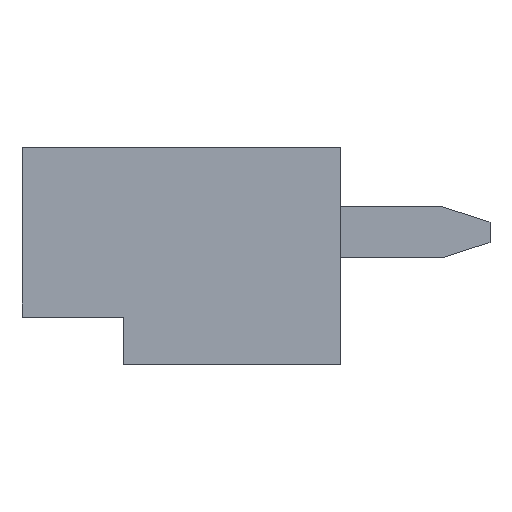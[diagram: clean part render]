
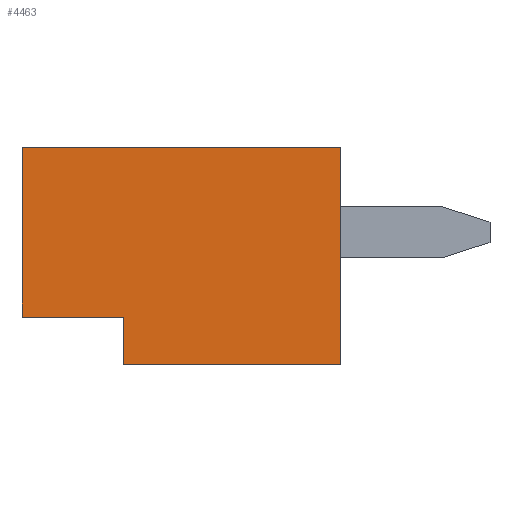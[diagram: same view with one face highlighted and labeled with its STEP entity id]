
A CAD part, left-side view. The second image highlights one B-rep face of the part: STEP entity #4463.
In plain terms, the highlighted planar face has unit normal (-1, 0, 0).
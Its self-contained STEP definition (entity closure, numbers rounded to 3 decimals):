
#289=FACE_OUTER_BOUND('',#532,.T.);
#532=EDGE_LOOP('',(#3933,#3934,#3935,#3936,#3937,#3938));
#1025=LINE('',#6803,#1637);
#1045=LINE('',#6842,#1657);
#1050=LINE('',#6854,#1662);
#1055=LINE('',#6864,#1667);
#1074=LINE('',#6901,#1686);
#1081=LINE('',#6914,#1693);
#1637=VECTOR('',#5603,10.);
#1657=VECTOR('',#5625,10.);
#1662=VECTOR('',#5632,10.);
#1667=VECTOR('',#5639,10.);
#1686=VECTOR('',#5666,10.);
#1693=VECTOR('',#5675,10.);
#2065=VERTEX_POINT('',#6800);
#2066=VERTEX_POINT('',#6802);
#2084=VERTEX_POINT('',#6840);
#2089=VERTEX_POINT('',#6851);
#2090=VERTEX_POINT('',#6853);
#2094=VERTEX_POINT('',#6863);
#2633=EDGE_CURVE('',#2066,#2065,#1025,.T.);
#2653=EDGE_CURVE('',#2065,#2084,#1045,.T.);
#2658=EDGE_CURVE('',#2090,#2089,#1050,.T.);
#2663=EDGE_CURVE('',#2094,#2090,#1055,.T.);
#2682=EDGE_CURVE('',#2094,#2084,#1074,.T.);
#2689=EDGE_CURVE('',#2066,#2089,#1081,.T.);
#3933=ORIENTED_EDGE('',*,*,#2658,.T.);
#3934=ORIENTED_EDGE('',*,*,#2689,.F.);
#3935=ORIENTED_EDGE('',*,*,#2633,.T.);
#3936=ORIENTED_EDGE('',*,*,#2653,.T.);
#3937=ORIENTED_EDGE('',*,*,#2682,.F.);
#3938=ORIENTED_EDGE('',*,*,#2663,.T.);
#4224=PLANE('',#4726);
#4463=ADVANCED_FACE('',(#289),#4224,.T.);
#4726=AXIS2_PLACEMENT_3D('',#7060,#5819,#5820);
#5603=DIRECTION('',(0.,0.,1.));
#5625=DIRECTION('',(0.,1.,0.));
#5632=DIRECTION('',(0.,0.,-1.));
#5639=DIRECTION('',(0.,-1.,0.));
#5666=DIRECTION('',(0.,0.,1.));
#5675=DIRECTION('',(0.,1.,0.));
#5819=DIRECTION('center_axis',(-1.,0.,0.));
#5820=DIRECTION('ref_axis',(0.,0.,1.));
#6800=CARTESIAN_POINT('',(0.,0.,0.));
#6802=CARTESIAN_POINT('',(0.,0.,-3.2));
#6803=CARTESIAN_POINT('',(0.,0.,-3.2));
#6840=CARTESIAN_POINT('',(0.,4.7,0.));
#6842=CARTESIAN_POINT('',(0.,0.,0.));
#6851=CARTESIAN_POINT('',(0.,3.2,-3.2));
#6853=CARTESIAN_POINT('',(0.,3.2,-2.5));
#6854=CARTESIAN_POINT('',(0.,3.2,-2.85));
#6863=CARTESIAN_POINT('',(0.,4.7,-2.5));
#6864=CARTESIAN_POINT('',(0.,2.35,-2.5));
#6901=CARTESIAN_POINT('',(0.,4.7,-3.2));
#6914=CARTESIAN_POINT('',(0.,0.,-3.2));
#7060=CARTESIAN_POINT('Origin',(0.,0.,-3.2));
